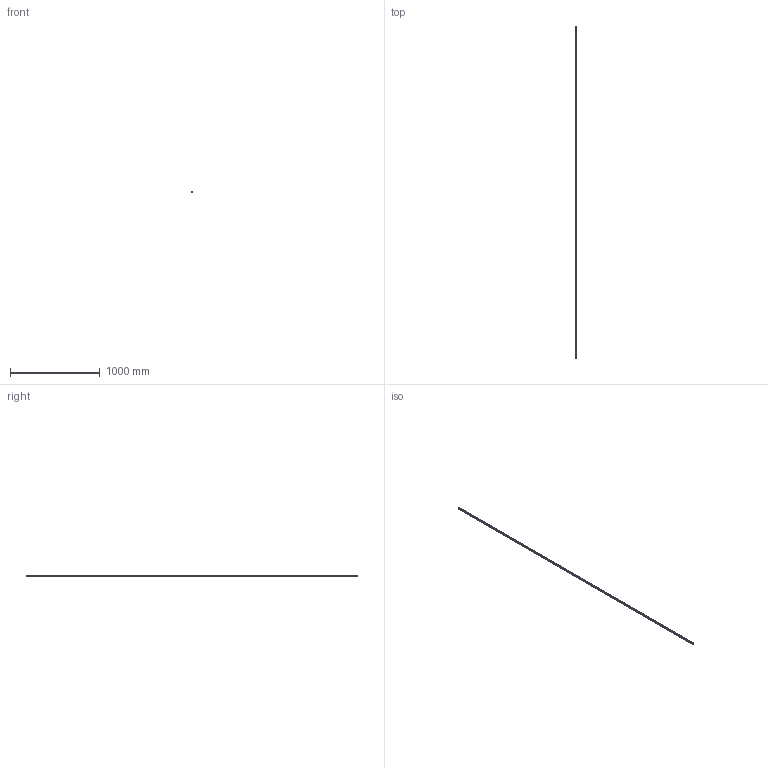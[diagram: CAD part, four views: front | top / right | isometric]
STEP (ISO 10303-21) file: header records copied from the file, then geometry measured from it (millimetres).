
FILE_DESCRIPTION(('STEP AP214'),'1');
FILE_NAME('cctmp_0011B979-0CC1-4B4F-9A36-5D28C73629D2_2020_6_9_15_27_59_249..stp','2020-06-09T13:27:59',('HIWIN GmbH'),('CADClick - www.CADClick.com'),'Spatial InterOp 3D',' ','unknown authorization');
FILE_SCHEMA(('AUTOMOTIVE_DESIGN'));
Length unit declared in the file: millimetre
Products named in the file (1): HGR15R3690H_FILE
Bounding box: 15 x 3690 x 15 mm (x, y, z)
Volume: 677788.8 mm3; surface area: 245717.1 mm2
Topology: 1 solids, 1 shells, 673 faces, 1443 edges, 962 vertices
Faces by surface type: cylinder 398, plane 275
Entity records: 24001 total; most frequent: DIRECTION 3587, CARTESIAN_POINT 3079, ORIENTED_EDGE 2886, AXIS2_PLACEMENT_3D 1470, EDGE_CURVE 1443, VERTEX_POINT 962, EDGE_LOOP 863, CIRCLE 796
